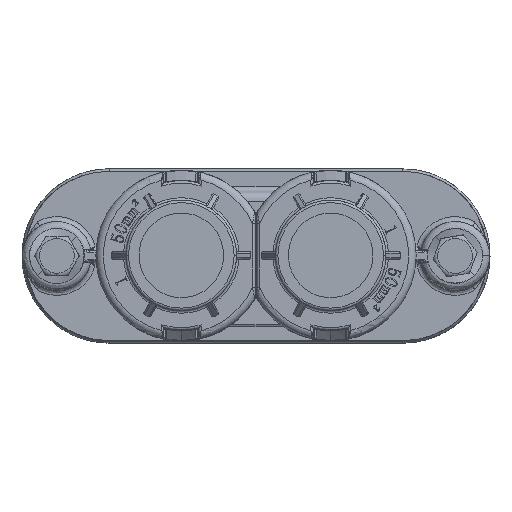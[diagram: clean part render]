
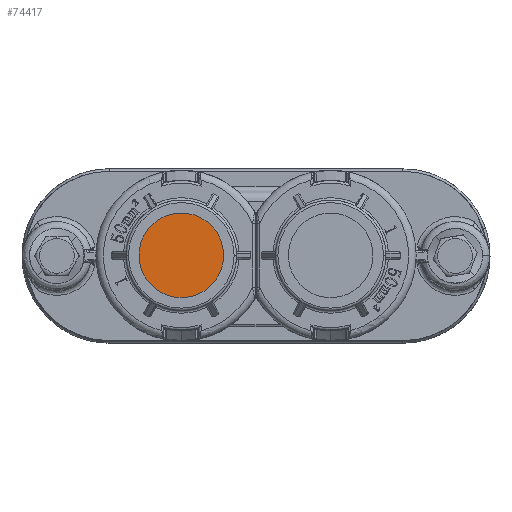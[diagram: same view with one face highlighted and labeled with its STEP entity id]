
A CAD part, top view. The second image highlights one B-rep face of the part: STEP entity #74417.
In plain terms, the highlighted planar face has unit normal (0, 0, 1).
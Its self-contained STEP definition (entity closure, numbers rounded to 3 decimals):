
#4673 = DIRECTION ( 'NONE',  ( 0.976, 0.217, 0. ) ) ;
#7242 = DIRECTION ( 'NONE',  ( 0., 0., 1. ) ) ;
#13199 = CARTESIAN_POINT ( 'NONE',  ( -15., 22.5, 84.552 ) ) ;
#13767 = FACE_OUTER_BOUND ( 'NONE', #49109, .T. ) ;
#17684 = CIRCLE ( 'NONE', #48221, 8.5 ) ;
#28206 = DIRECTION ( 'NONE',  ( 0., 0., 1. ) ) ;
#32989 = EDGE_CURVE ( 'NONE', #45753, #82453, #17684, .T. ) ;
#34085 = ORIENTED_EDGE ( 'NONE', *, *, #46876, .T. ) ;
#35911 = CARTESIAN_POINT ( 'NONE',  ( -15., 22.5, 84.552 ) ) ;
#36430 = AXIS2_PLACEMENT_3D ( 'NONE', #35911, #28206, #56432 ) ;
#36736 = AXIS2_PLACEMENT_3D ( 'NONE', #47021, #81578, #4673 ) ;
#39564 = CIRCLE ( 'NONE', #36430, 8.5 ) ;
#45753 = VERTEX_POINT ( 'NONE', #75462 ) ;
#46876 = EDGE_CURVE ( 'NONE', #82453, #45753, #39564, .T. ) ;
#47021 = CARTESIAN_POINT ( 'NONE',  ( -15., 22.5, 84.552 ) ) ;
#48221 = AXIS2_PLACEMENT_3D ( 'NONE', #13199, #7242, #84621 ) ;
#49109 = EDGE_LOOP ( 'NONE', ( #34085, #77129 ) ) ;
#53405 = PLANE ( 'NONE',  #36736 ) ;
#56432 = DIRECTION ( 'NONE',  ( 0.976, 0.217, 0. ) ) ;
#58734 = CARTESIAN_POINT ( 'NONE',  ( -6.702, 24.341, 84.552 ) ) ;
#74417 = ADVANCED_FACE ( 'NONE', ( #13767 ), #53405, .T. ) ;
#75462 = CARTESIAN_POINT ( 'NONE',  ( -23.298, 20.659, 84.552 ) ) ;
#77129 = ORIENTED_EDGE ( 'NONE', *, *, #32989, .T. ) ;
#81578 = DIRECTION ( 'NONE',  ( 0., 0., 1. ) ) ;
#82453 = VERTEX_POINT ( 'NONE', #58734 ) ;
#84621 = DIRECTION ( 'NONE',  ( 0.976, 0.217, 0. ) ) ;
